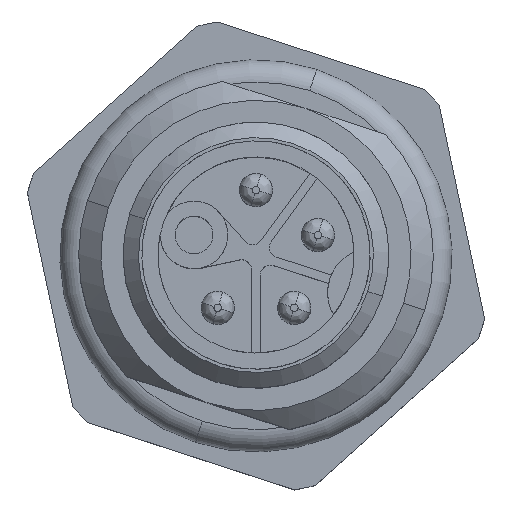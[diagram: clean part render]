
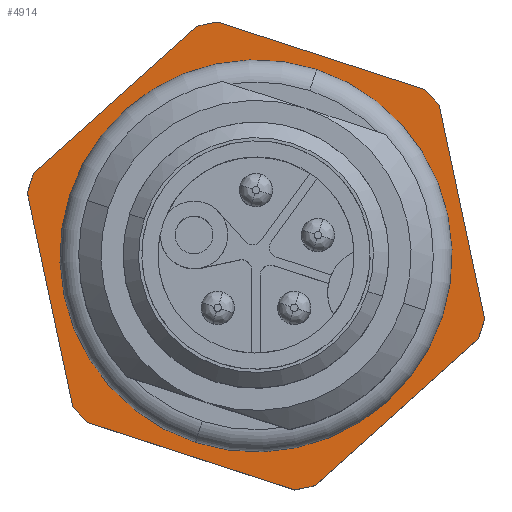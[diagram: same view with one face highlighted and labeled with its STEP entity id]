
A CAD part, top view. The second image highlights one B-rep face of the part: STEP entity #4914.
In plain terms, the highlighted planar face has unit normal (0, 0, 1).
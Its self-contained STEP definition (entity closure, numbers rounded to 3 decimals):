
#4577=AXIS2_PLACEMENT_3D('Circle Axis2P3D',#4575,#4576,$) ;
#4632=AXIS2_PLACEMENT_3D('Circle Axis2P3D',#4630,#4631,$) ;
#4680=AXIS2_PLACEMENT_3D('Circle Axis2P3D',#4678,#4679,$) ;
#4697=AXIS2_PLACEMENT_3D('Circle Axis2P3D',#4695,#4696,$) ;
#4752=AXIS2_PLACEMENT_3D('Circle Axis2P3D',#4750,#4751,$) ;
#4800=AXIS2_PLACEMENT_3D('Circle Axis2P3D',#4798,#4799,$) ;
#4848=AXIS2_PLACEMENT_3D('Circle Axis2P3D',#4846,#4847,$) ;
#4865=AXIS2_PLACEMENT_3D('Circle Axis2P3D',#4863,#4864,$) ;
#4878=AXIS2_PLACEMENT_3D('Plane Axis2P3D',#4875,#4876,#4877) ;
#4898=AXIS2_PLACEMENT_3D('Circle Axis2P3D',#4896,#4897,$) ;
#4907=AXIS2_PLACEMENT_3D('Circle Axis2P3D',#4905,#4906,$) ;
#4548=CARTESIAN_POINT('Vertex',(0.3,14.322,5.3)) ;
#4551=CARTESIAN_POINT('Line Origine',(3.959,17.616,5.3)) ;
#4555=CARTESIAN_POINT('Vertex',(7.618,20.911,5.3)) ;
#4575=CARTESIAN_POINT('Axis2P3D Location',(10.316,10.556,5.3)) ;
#4579=CARTESIAN_POINT('Vertex',(8.569,21.113,5.3)) ;
#4599=CARTESIAN_POINT('Line Origine',(13.252,19.591,5.3)) ;
#4603=CARTESIAN_POINT('Vertex',(17.934,18.07,5.3)) ;
#4627=CARTESIAN_POINT('Vertex',(18.585,17.347,5.3)) ;
#4630=CARTESIAN_POINT('Axis2P3D Location',(10.316,10.556,5.3)) ;
#4647=CARTESIAN_POINT('Line Origine',(19.608,12.532,5.3)) ;
#4651=CARTESIAN_POINT('Vertex',(20.632,7.716,5.3)) ;
#4675=CARTESIAN_POINT('Vertex',(20.492,7.25,5.3)) ;
#4678=CARTESIAN_POINT('Axis2P3D Location',(10.316,10.556,5.3)) ;
#4695=CARTESIAN_POINT('Axis2P3D Location',(10.316,10.556,5.3)) ;
#4699=CARTESIAN_POINT('Vertex',(20.332,6.791,5.3)) ;
#4719=CARTESIAN_POINT('Line Origine',(16.673,3.497,5.3)) ;
#4723=CARTESIAN_POINT('Vertex',(13.014,0.202,5.3)) ;
#4747=CARTESIAN_POINT('Vertex',(12.063,0.,5.3)) ;
#4750=CARTESIAN_POINT('Axis2P3D Location',(10.316,10.556,5.3)) ;
#4767=CARTESIAN_POINT('Line Origine',(7.38,1.521,5.3)) ;
#4771=CARTESIAN_POINT('Vertex',(2.698,3.043,5.3)) ;
#4795=CARTESIAN_POINT('Vertex',(2.047,3.765,5.3)) ;
#4798=CARTESIAN_POINT('Axis2P3D Location',(10.316,10.556,5.3)) ;
#4815=CARTESIAN_POINT('Line Origine',(1.024,8.581,5.3)) ;
#4819=CARTESIAN_POINT('Vertex',(0.,13.397,5.3)) ;
#4843=CARTESIAN_POINT('Vertex',(0.14,13.863,5.3)) ;
#4846=CARTESIAN_POINT('Axis2P3D Location',(10.316,10.556,5.3)) ;
#4863=CARTESIAN_POINT('Axis2P3D Location',(10.316,10.556,5.3)) ;
#4875=CARTESIAN_POINT('Axis2P3D Location',(3.801,12.673,5.3)) ;
#4896=CARTESIAN_POINT('Axis2P3D Location',(10.316,10.556,5.3)) ;
#4900=CARTESIAN_POINT('Vertex',(12.742,18.022,5.3)) ;
#4902=CARTESIAN_POINT('Vertex',(7.89,3.091,5.3)) ;
#4905=CARTESIAN_POINT('Axis2P3D Location',(10.316,10.556,5.3)) ;
#4552=DIRECTION('Vector Direction',(-0.743,-0.669,0.)) ;
#4576=DIRECTION('Axis2P3D Direction',(0.,0.,1.)) ;
#4600=DIRECTION('Vector Direction',(-0.951,0.309,0.)) ;
#4631=DIRECTION('Axis2P3D Direction',(0.,0.,1.)) ;
#4648=DIRECTION('Vector Direction',(-0.208,0.978,0.)) ;
#4679=DIRECTION('Axis2P3D Direction',(0.,-0.,1.)) ;
#4696=DIRECTION('Axis2P3D Direction',(0.,-0.,1.)) ;
#4720=DIRECTION('Vector Direction',(0.743,0.669,0.)) ;
#4751=DIRECTION('Axis2P3D Direction',(0.,0.,1.)) ;
#4768=DIRECTION('Vector Direction',(0.951,-0.309,0.)) ;
#4799=DIRECTION('Axis2P3D Direction',(0.,0.,1.)) ;
#4816=DIRECTION('Vector Direction',(0.208,-0.978,0.)) ;
#4847=DIRECTION('Axis2P3D Direction',(0.,0.,1.)) ;
#4864=DIRECTION('Axis2P3D Direction',(0.,0.,1.)) ;
#4876=DIRECTION('Axis2P3D Direction',(0.,-0.,1.)) ;
#4877=DIRECTION('Axis2P3D XDirection',(0.309,0.951,0.)) ;
#4897=DIRECTION('Axis2P3D Direction',(0.,-0.,1.)) ;
#4906=DIRECTION('Axis2P3D Direction',(0.,-0.,1.)) ;
#4553=VECTOR('Line Direction',#4552,1.) ;
#4601=VECTOR('Line Direction',#4600,1.) ;
#4649=VECTOR('Line Direction',#4648,1.) ;
#4721=VECTOR('Line Direction',#4720,1.) ;
#4769=VECTOR('Line Direction',#4768,1.) ;
#4817=VECTOR('Line Direction',#4816,1.) ;
#4881=ORIENTED_EDGE('',*,*,#4557,.T.) ;
#4882=ORIENTED_EDGE('',*,*,#4867,.T.) ;
#4883=ORIENTED_EDGE('',*,*,#4850,.T.) ;
#4884=ORIENTED_EDGE('',*,*,#4821,.T.) ;
#4885=ORIENTED_EDGE('',*,*,#4802,.T.) ;
#4886=ORIENTED_EDGE('',*,*,#4773,.T.) ;
#4887=ORIENTED_EDGE('',*,*,#4754,.T.) ;
#4888=ORIENTED_EDGE('',*,*,#4725,.T.) ;
#4889=ORIENTED_EDGE('',*,*,#4701,.T.) ;
#4890=ORIENTED_EDGE('',*,*,#4682,.T.) ;
#4891=ORIENTED_EDGE('',*,*,#4653,.T.) ;
#4892=ORIENTED_EDGE('',*,*,#4634,.T.) ;
#4893=ORIENTED_EDGE('',*,*,#4605,.T.) ;
#4894=ORIENTED_EDGE('',*,*,#4581,.T.) ;
#4911=ORIENTED_EDGE('',*,*,#4904,.F.) ;
#4912=ORIENTED_EDGE('',*,*,#4909,.F.) ;
#4913=FACE_BOUND('',#4910,.T.) ;
#4914=ADVANCED_FACE('Hauptkoerper',(#4895,#4913),#4879,.T.) ;
#4578=CIRCLE('generated circle',#4577,10.7) ;
#4633=CIRCLE('generated circle',#4632,10.7) ;
#4681=CIRCLE('generated circle',#4680,10.7) ;
#4698=CIRCLE('generated circle',#4697,10.7) ;
#4753=CIRCLE('generated circle',#4752,10.7) ;
#4801=CIRCLE('generated circle',#4800,10.7) ;
#4849=CIRCLE('generated circle',#4848,10.7) ;
#4866=CIRCLE('generated circle',#4865,10.7) ;
#4899=CIRCLE('generated circle',#4898,7.85) ;
#4908=CIRCLE('generated circle',#4907,7.85) ;
#4557=EDGE_CURVE('',#4556,#4549,#4554,.T.) ;
#4581=EDGE_CURVE('',#4580,#4556,#4578,.T.) ;
#4605=EDGE_CURVE('',#4604,#4580,#4602,.T.) ;
#4634=EDGE_CURVE('',#4628,#4604,#4633,.T.) ;
#4653=EDGE_CURVE('',#4652,#4628,#4650,.T.) ;
#4682=EDGE_CURVE('',#4676,#4652,#4681,.T.) ;
#4701=EDGE_CURVE('',#4700,#4676,#4698,.T.) ;
#4725=EDGE_CURVE('',#4724,#4700,#4722,.T.) ;
#4754=EDGE_CURVE('',#4748,#4724,#4753,.T.) ;
#4773=EDGE_CURVE('',#4772,#4748,#4770,.T.) ;
#4802=EDGE_CURVE('',#4796,#4772,#4801,.T.) ;
#4821=EDGE_CURVE('',#4820,#4796,#4818,.T.) ;
#4850=EDGE_CURVE('',#4844,#4820,#4849,.T.) ;
#4867=EDGE_CURVE('',#4549,#4844,#4866,.T.) ;
#4904=EDGE_CURVE('',#4901,#4903,#4899,.T.) ;
#4909=EDGE_CURVE('',#4903,#4901,#4908,.T.) ;
#4880=EDGE_LOOP('',(#4881,#4882,#4883,#4884,#4885,#4886,#4887,#4888,#4889,#4890,#4891,#4892,#4893,#4894)) ;
#4910=EDGE_LOOP('',(#4911,#4912)) ;
#4895=FACE_OUTER_BOUND('',#4880,.T.) ;
#4554=LINE('Line',#4551,#4553) ;
#4602=LINE('Line',#4599,#4601) ;
#4650=LINE('Line',#4647,#4649) ;
#4722=LINE('Line',#4719,#4721) ;
#4770=LINE('Line',#4767,#4769) ;
#4818=LINE('Line',#4815,#4817) ;
#4879=PLANE('',#4878) ;
#4549=VERTEX_POINT('',#4548) ;
#4556=VERTEX_POINT('',#4555) ;
#4580=VERTEX_POINT('',#4579) ;
#4604=VERTEX_POINT('',#4603) ;
#4628=VERTEX_POINT('',#4627) ;
#4652=VERTEX_POINT('',#4651) ;
#4676=VERTEX_POINT('',#4675) ;
#4700=VERTEX_POINT('',#4699) ;
#4724=VERTEX_POINT('',#4723) ;
#4748=VERTEX_POINT('',#4747) ;
#4772=VERTEX_POINT('',#4771) ;
#4796=VERTEX_POINT('',#4795) ;
#4820=VERTEX_POINT('',#4819) ;
#4844=VERTEX_POINT('',#4843) ;
#4901=VERTEX_POINT('',#4900) ;
#4903=VERTEX_POINT('',#4902) ;
